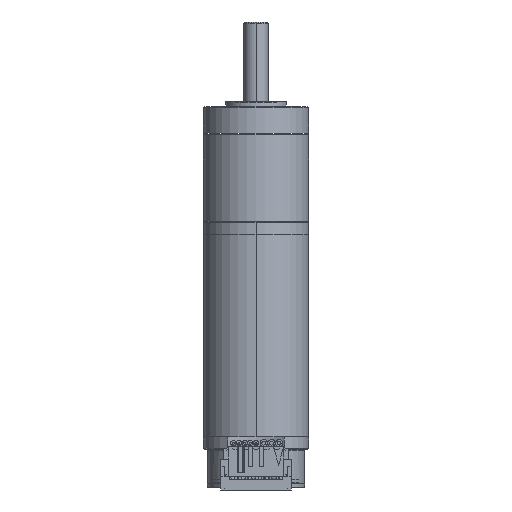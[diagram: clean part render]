
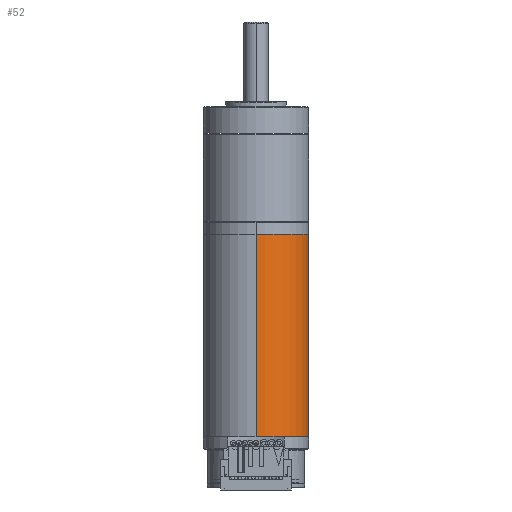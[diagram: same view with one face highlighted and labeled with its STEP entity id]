
A CAD part, front view. The second image highlights one B-rep face of the part: STEP entity #52.
In plain terms, the highlighted cylindrical face has radius 13 mm (diameter 26 mm), a partial arc.
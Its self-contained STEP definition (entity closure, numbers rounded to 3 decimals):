
#1=CARTESIAN_POINT('',(0.,0.,-43.95));
#2=DIRECTION('',(0.,0.,-1.));
#3=DIRECTION('',(0.,1.,0.));
#4=AXIS2_PLACEMENT_3D('',#1,#2,#3);
#6=CARTESIAN_POINT('',(0.,0.,6.05));
#7=DIRECTION('',(0.,0.,1.));
#8=DIRECTION('',(0.,-1.,0.));
#9=AXIS2_PLACEMENT_3D('',#6,#7,#8);
#11=DIRECTION('',(0.,0.,1.));
#12=VECTOR('',#11,50.);
#13=CARTESIAN_POINT('',(0.,13.,-43.95));
#14=LINE('',#13,#12);
#20=DIRECTION('',(0.,0.,1.));
#21=VECTOR('',#20,50.);
#22=CARTESIAN_POINT('',(0.,-13.,-43.95));
#23=LINE('',#22,#21);
#29=CARTESIAN_POINT('',(0.,13.,-43.95));
#30=CARTESIAN_POINT('',(0.,13.,6.05));
#31=VERTEX_POINT('',#29);
#32=VERTEX_POINT('',#30);
#33=CARTESIAN_POINT('',(0.,-13.,-43.95));
#34=CARTESIAN_POINT('',(0.,-13.,6.05));
#35=VERTEX_POINT('',#33);
#36=VERTEX_POINT('',#34);
#37=CARTESIAN_POINT('',(0.,0.,8.55));
#38=DIRECTION('',(0.,0.,-1.));
#39=DIRECTION('',(0.,-1.,0.));
#40=AXIS2_PLACEMENT_3D('',#37,#38,#39);
#41=CYLINDRICAL_SURFACE('',#40,13.);
#43=ORIENTED_EDGE('',*,*,#42,.F.);
#45=ORIENTED_EDGE('',*,*,#44,.T.);
#47=ORIENTED_EDGE('',*,*,#46,.T.);
#49=ORIENTED_EDGE('',*,*,#48,.T.);
#50=EDGE_LOOP('',(#43,#45,#47,#49));
#51=FACE_OUTER_BOUND('',#50,.F.);
#52=ADVANCED_FACE('',(#51),#41,.T.);
#5=CIRCLE('',#4,13.);
#10=CIRCLE('',#9,13.);
#42=EDGE_CURVE('',#31,#32,#14,.T.);
#44=EDGE_CURVE('',#31,#35,#5,.T.);
#46=EDGE_CURVE('',#35,#36,#23,.T.);
#48=EDGE_CURVE('',#36,#32,#10,.T.);
